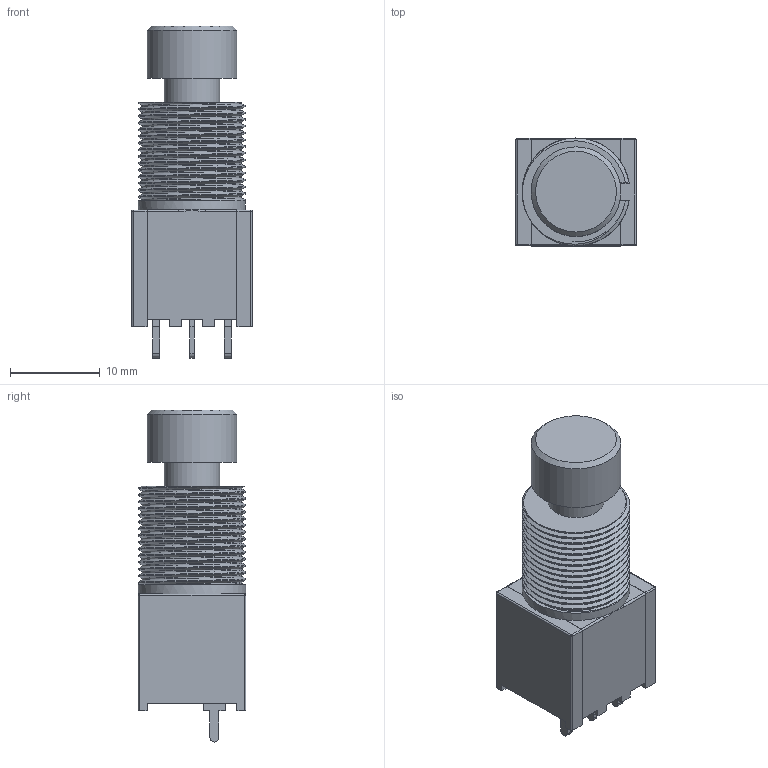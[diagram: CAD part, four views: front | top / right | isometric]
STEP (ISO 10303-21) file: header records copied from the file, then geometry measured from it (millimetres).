
FILE_DESCRIPTION(/* description */ ('Unknown'),/* implementation_level */ '2;1');
FILE_NAME(/* name */ 'SF12011F-0102-20R-M-050',/* time_stamp */ '2024-10-29T14:27:56+02:00',/* author */ ('Unknown'),/* organization */ ('Unknown'),/* preprocessor_version */ 'ST-DEVELOPER v19.4',/* originating_system */ 'Solid Edge',/* authorisation */ 'Unknown');
FILE_SCHEMA (('AUTOMOTIVE_DESIGN {1 0 10303 214 3 1 1}'));
Products named in the file (1): SF12011F-0102-20R-M-050
Bounding box: 13.4 x 12 x 37 mm (x, y, z)
Volume: 3757.3 mm3; surface area: 2025.5 mm2
Topology: 1 solids, 1 shells, 187 faces, 517 edges, 329 vertices
Faces by surface type: plane 95, cylinder 51, bspline 36, sphere 4, cone 1
Full cylindrical faces by diameter (mm): 6.2 x1, 10 x1
Entity records: 37132 total; most frequent: CARTESIAN_POINT 31500, ORIENTED_EDGE 1012, DIRECTION 750, EDGE_CURVE 506, VERTEX_POINT 329, LINE 302, VECTOR 302, AXIS2_PLACEMENT_3D 224
